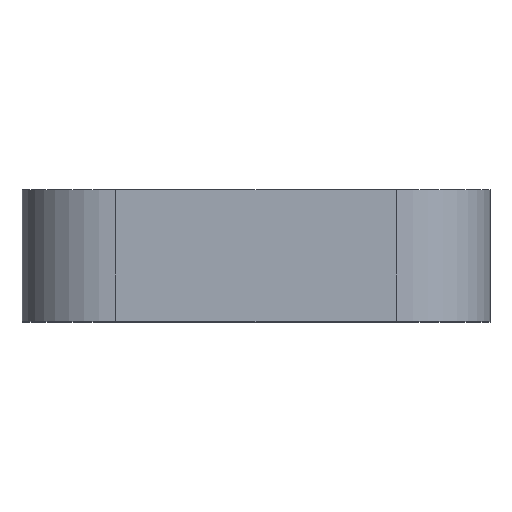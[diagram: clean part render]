
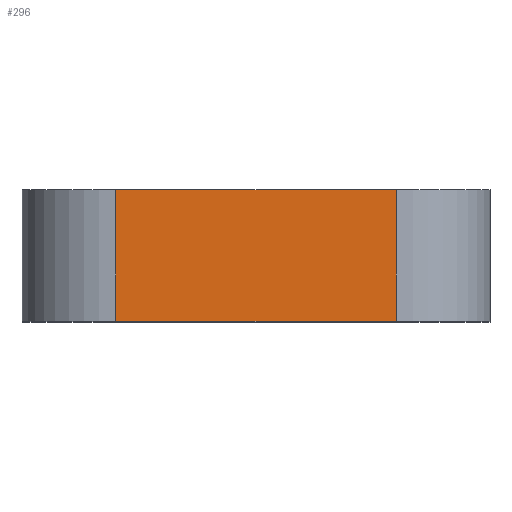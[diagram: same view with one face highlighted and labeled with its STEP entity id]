
A CAD part, top view. The second image highlights one B-rep face of the part: STEP entity #296.
In plain terms, the highlighted planar face has unit normal (0, 0, 1).
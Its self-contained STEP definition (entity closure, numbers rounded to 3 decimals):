
#33 = CARTESIAN_POINT ( 'NONE',  ( 15., 0., 0. ) ) ;
#54 = VERTEX_POINT ( 'NONE', #293 ) ;
#93 = DIRECTION ( 'NONE',  ( 0., 1., 0. ) ) ;
#106 = VERTEX_POINT ( 'NONE', #556 ) ;
#111 = CARTESIAN_POINT ( 'NONE',  ( -25., 0., 0. ) ) ;
#147 = CARTESIAN_POINT ( 'NONE',  ( -15., 14.05, 0. ) ) ;
#153 = ORIENTED_EDGE ( 'NONE', *, *, #195, .T. ) ;
#164 = AXIS2_PLACEMENT_3D ( 'NONE', #463, #695, #578 ) ;
#195 = EDGE_CURVE ( 'NONE', #617, #106, #376, .T. ) ;
#211 = CARTESIAN_POINT ( 'NONE',  ( -15., 14.05, 0. ) ) ;
#220 = EDGE_CURVE ( 'NONE', #594, #54, #659, .T. ) ;
#240 = PLANE ( 'NONE',  #164 ) ;
#273 = EDGE_CURVE ( 'NONE', #594, #106, #445, .T. ) ;
#285 = CARTESIAN_POINT ( 'NONE',  ( -25., 14.05, 0. ) ) ;
#293 = CARTESIAN_POINT ( 'NONE',  ( -15., 0., 0. ) ) ;
#296 = ADVANCED_FACE ( 'NONE', ( #692 ), #240, .F. ) ;
#345 = EDGE_CURVE ( 'NONE', #54, #617, #629, .T. ) ;
#376 = LINE ( 'NONE', #492, #486 ) ;
#380 = DIRECTION ( 'NONE',  ( 0., -1., 0. ) ) ;
#434 = DIRECTION ( 'NONE',  ( 1., 0., 0. ) ) ;
#445 = LINE ( 'NONE', #285, #572 ) ;
#451 = ORIENTED_EDGE ( 'NONE', *, *, #345, .T. ) ;
#463 = CARTESIAN_POINT ( 'NONE',  ( -25., 14.05, 0. ) ) ;
#473 = ORIENTED_EDGE ( 'NONE', *, *, #273, .F. ) ;
#486 = VECTOR ( 'NONE', #93, 1000. ) ;
#492 = CARTESIAN_POINT ( 'NONE',  ( 15., 14.05, 0. ) ) ;
#509 = ORIENTED_EDGE ( 'NONE', *, *, #220, .T. ) ;
#510 = DIRECTION ( 'NONE',  ( 1., 0., 0. ) ) ;
#556 = CARTESIAN_POINT ( 'NONE',  ( 15., 14.05, 0. ) ) ;
#572 = VECTOR ( 'NONE', #510, 1000. ) ;
#578 = DIRECTION ( 'NONE',  ( -1., 0., 0. ) ) ;
#594 = VERTEX_POINT ( 'NONE', #211 ) ;
#617 = VERTEX_POINT ( 'NONE', #33 ) ;
#619 = EDGE_LOOP ( 'NONE', ( #451, #153, #473, #509 ) ) ;
#629 = LINE ( 'NONE', #111, #647 ) ;
#647 = VECTOR ( 'NONE', #434, 1000. ) ;
#655 = VECTOR ( 'NONE', #380, 1000. ) ;
#659 = LINE ( 'NONE', #147, #655 ) ;
#692 = FACE_OUTER_BOUND ( 'NONE', #619, .T. ) ;
#695 = DIRECTION ( 'NONE',  ( 0., 0., -1. ) ) ;
